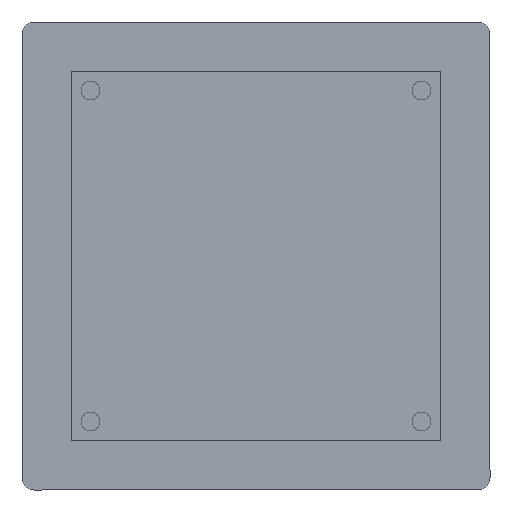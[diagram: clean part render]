
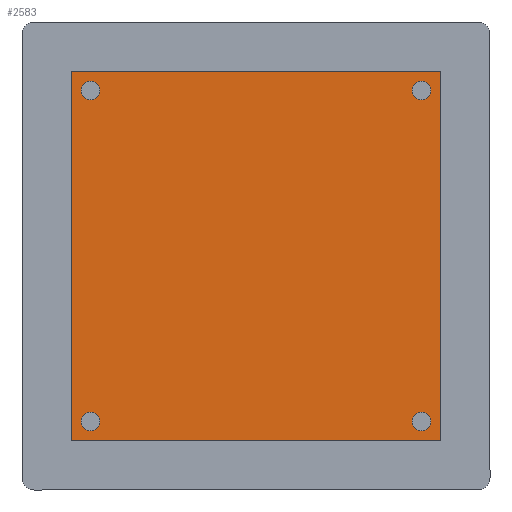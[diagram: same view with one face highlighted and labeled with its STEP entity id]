
A CAD part, front view. The second image highlights one B-rep face of the part: STEP entity #2583.
In plain terms, the highlighted planar face has unit normal (0, -1, 0).
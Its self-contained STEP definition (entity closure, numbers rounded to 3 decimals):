
#59=FACE_BOUND('',#396,.T.);
#60=FACE_BOUND('',#397,.T.);
#61=FACE_BOUND('',#398,.T.);
#62=FACE_BOUND('',#399,.T.);
#125=PLANE('',#2902);
#237=FACE_OUTER_BOUND('',#395,.T.);
#395=EDGE_LOOP('',(#1900,#1901,#1902,#1903));
#396=EDGE_LOOP('',(#1904));
#397=EDGE_LOOP('',(#1905));
#398=EDGE_LOOP('',(#1906));
#399=EDGE_LOOP('',(#1907));
#630=LINE('',#4049,#897);
#631=LINE('',#4051,#898);
#632=LINE('',#4053,#899);
#633=LINE('',#4054,#900);
#897=VECTOR('',#3268,10.);
#898=VECTOR('',#3269,10.);
#899=VECTOR('',#3270,10.);
#900=VECTOR('',#3271,10.);
#1124=CIRCLE('',#2886,15.);
#1126=CIRCLE('',#2890,15.);
#1128=CIRCLE('',#2894,15.);
#1130=CIRCLE('',#2898,15.);
#1246=VERTEX_POINT('',#3987);
#1248=VERTEX_POINT('',#3994);
#1250=VERTEX_POINT('',#4001);
#1252=VERTEX_POINT('',#4008);
#1269=VERTEX_POINT('',#4047);
#1270=VERTEX_POINT('',#4048);
#1271=VERTEX_POINT('',#4050);
#1272=VERTEX_POINT('',#4052);
#1487=EDGE_CURVE('',#1246,#1246,#1124,.T.);
#1490=EDGE_CURVE('',#1248,#1248,#1126,.T.);
#1493=EDGE_CURVE('',#1250,#1250,#1128,.T.);
#1496=EDGE_CURVE('',#1252,#1252,#1130,.T.);
#1513=EDGE_CURVE('',#1269,#1270,#630,.T.);
#1514=EDGE_CURVE('',#1270,#1271,#631,.T.);
#1515=EDGE_CURVE('',#1271,#1272,#632,.T.);
#1516=EDGE_CURVE('',#1272,#1269,#633,.T.);
#1900=ORIENTED_EDGE('',*,*,#1513,.T.);
#1901=ORIENTED_EDGE('',*,*,#1514,.T.);
#1902=ORIENTED_EDGE('',*,*,#1515,.T.);
#1903=ORIENTED_EDGE('',*,*,#1516,.T.);
#1904=ORIENTED_EDGE('',*,*,#1487,.T.);
#1905=ORIENTED_EDGE('',*,*,#1490,.T.);
#1906=ORIENTED_EDGE('',*,*,#1493,.T.);
#1907=ORIENTED_EDGE('',*,*,#1496,.T.);
#2583=ADVANCED_FACE('',(#237,#59,#60,#61,#62),#125,.T.);
#2886=AXIS2_PLACEMENT_3D('',#3989,#3215,#3216);
#2890=AXIS2_PLACEMENT_3D('',#3996,#3224,#3225);
#2894=AXIS2_PLACEMENT_3D('',#4003,#3233,#3234);
#2898=AXIS2_PLACEMENT_3D('',#4010,#3242,#3243);
#2902=AXIS2_PLACEMENT_3D('',#4046,#3266,#3267);
#3215=DIRECTION('center_axis',(0.,1.,0.));
#3216=DIRECTION('ref_axis',(1.,0.,0.));
#3224=DIRECTION('center_axis',(0.,1.,0.));
#3225=DIRECTION('ref_axis',(1.,0.,0.));
#3233=DIRECTION('center_axis',(0.,1.,0.));
#3234=DIRECTION('ref_axis',(1.,0.,0.));
#3242=DIRECTION('center_axis',(0.,1.,0.));
#3243=DIRECTION('ref_axis',(1.,0.,0.));
#3266=DIRECTION('center_axis',(0.,-1.,0.));
#3267=DIRECTION('ref_axis',(0.,0.,-1.));
#3268=DIRECTION('',(0.,0.,-1.));
#3269=DIRECTION('',(1.,0.,0.));
#3270=DIRECTION('',(0.,0.,1.));
#3271=DIRECTION('',(-1.,0.,0.));
#3987=CARTESIAN_POINT('',(-283.701,-610.,268.701));
#3989=CARTESIAN_POINT('Origin',(-268.701,-610.,268.701));
#3994=CARTESIAN_POINT('',(-283.701,-610.,-268.701));
#3996=CARTESIAN_POINT('Origin',(-268.701,-610.,-268.701));
#4001=CARTESIAN_POINT('',(253.701,-610.,268.701));
#4003=CARTESIAN_POINT('Origin',(268.701,-610.,268.701));
#4008=CARTESIAN_POINT('',(253.701,-610.,-268.701));
#4010=CARTESIAN_POINT('Origin',(268.701,-610.,-268.701));
#4046=CARTESIAN_POINT('Origin',(0.,-610.,0.));
#4047=CARTESIAN_POINT('',(-300.,-610.,300.));
#4048=CARTESIAN_POINT('',(-300.,-610.,-300.));
#4049=CARTESIAN_POINT('',(-300.,-610.,300.));
#4050=CARTESIAN_POINT('',(300.,-610.,-300.));
#4051=CARTESIAN_POINT('',(-300.,-610.,-300.));
#4052=CARTESIAN_POINT('',(300.,-610.,300.));
#4053=CARTESIAN_POINT('',(300.,-610.,-300.));
#4054=CARTESIAN_POINT('',(300.,-610.,300.));
